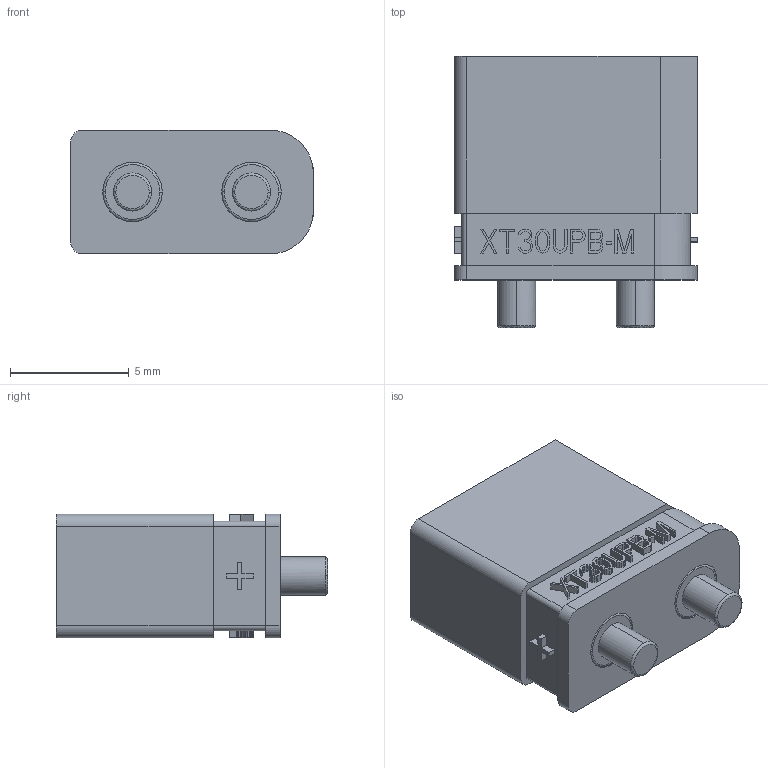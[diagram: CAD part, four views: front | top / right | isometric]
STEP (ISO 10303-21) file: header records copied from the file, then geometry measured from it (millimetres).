
FILE_DESCRIPTION (( 'STEP AP214' ), '1' );
FILE_NAME ('User Library-xt30upb-m.STEP', '2023-09-17T22:36:45', ( '' ), ( '' ), 'SwSTEP 2.0', 'SolidWorks 2022', '' );
FILE_SCHEMA (( 'AUTOMOTIVE_DESIGN' ));
Length unit declared in the file: millimetre
Products named in the file (3): XT30UPB-M; User Library-xt30upb-m; XT30UPB-M-PIN
Assembly tree (3 placements, depth 2):
  User Library-xt30upb-m
    XT30UPB-M
    XT30UPB-M-PIN  x2
Bounding box: 10.2 x 11.4 x 5.2 mm (x, y, z)
Volume: 283.7 mm3; surface area: 813.1 mm2
Topology: 3 solids, 3 shells, 643 faces, 1757 edges, 1146 vertices
Faces by surface type: plane 509, cylinder 74, bspline 60
Entity records: 25305 total; most frequent: CARTESIAN_POINT 4578, ORIENTED_EDGE 3154, DIRECTION 2703, EDGE_CURVE 1577, LINE 1423, VECTOR 1423, VERTEX_POINT 1038, AXIS2_PLACEMENT_3D 640
